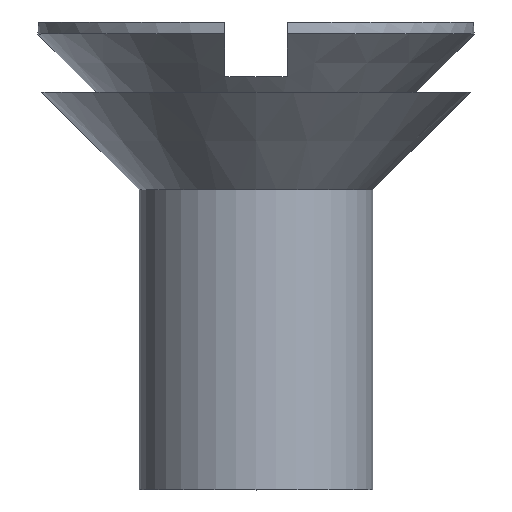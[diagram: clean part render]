
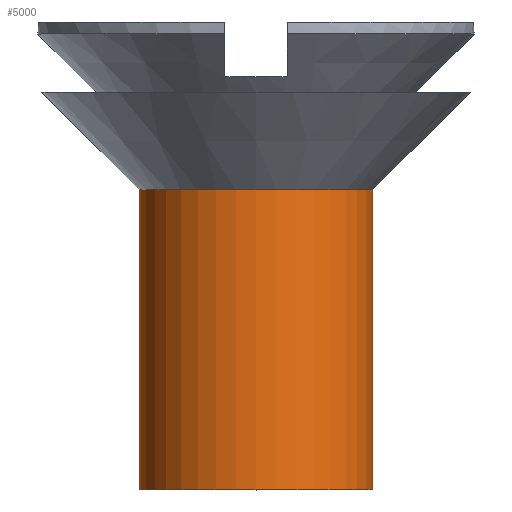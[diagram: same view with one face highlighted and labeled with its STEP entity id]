
A CAD part, top view. The second image highlights one B-rep face of the part: STEP entity #5000.
In plain terms, the highlighted cylindrical face has radius 1.5 mm (diameter 3 mm), a partial arc.
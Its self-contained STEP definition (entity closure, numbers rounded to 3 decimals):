
#100=CARTESIAN_POINT('',(1.5,3.85,0.));
#110=VERTEX_POINT('',#100);
#290=CARTESIAN_POINT('',(-1.5,3.85,
0.));
#300=VERTEX_POINT('',#290);
#330=CARTESIAN_POINT('',(0.,3.85,0.));
#340=DIRECTION('',(0.,-1.,0.));
#350=DIRECTION('',(-1.,0.,0.));
#360=AXIS2_PLACEMENT_3D('',#330,#340,#350);
#370=CIRCLE('',#360,1.5);
#880=CARTESIAN_POINT('',(-1.5,2.075,0.));
#890=DIRECTION('',(0.,1.,0.));
#900=VECTOR('',#890,1.);
#910=LINE('',#880,#900);
#920=CARTESIAN_POINT('',(-1.5,0.,0.));
#930=VERTEX_POINT('',#920);
#940=EDGE_CURVE('',#930,#300,#910,.T.);
#960=CARTESIAN_POINT('',(0.,0.,0.));
#970=DIRECTION('',(0.,1.,0.));
#980=DIRECTION('',(1.,0.,0.));
#990=AXIS2_PLACEMENT_3D('',#960,#970,#980);
#1000=CIRCLE('',#990,1.5);
#1010=CARTESIAN_POINT('',(1.5,0.,0.));
#1020=VERTEX_POINT('',#1010);
#1050=CARTESIAN_POINT('',(1.5,2.075,0.));
#1060=DIRECTION('',(0.,1.,0.));
#1070=VECTOR('',#1060,1.);
#1080=LINE('',#1050,#1070);
#1090=EDGE_CURVE('',#1020,#110,#1080,.T.);
#3720=EDGE_CURVE('',#930,#1020,#1000,.T.);
#4520=EDGE_CURVE('',#110,#300,#370,.T.);
#4890=CARTESIAN_POINT('',(0.,2.075,
0.));
#4900=DIRECTION('',(0.,1.,0.));
#4910=DIRECTION('',(1.,0.,0.));
#4920=AXIS2_PLACEMENT_3D('',#4890,#4900,#4910);
#4930=CYLINDRICAL_SURFACE('',#4920,1.5);
#4940=ORIENTED_EDGE('',*,*,#940,.F.);
#4950=ORIENTED_EDGE('',*,*,#4520,.T.);
#4960=ORIENTED_EDGE('',*,*,#1090,.T.);
#4970=ORIENTED_EDGE('',*,*,#3720,.T.);
#4980=EDGE_LOOP('',(#4970,#4960,#4950,#4940));
#4990=FACE_OUTER_BOUND('',#4980,.T.);
#5000=ADVANCED_FACE('',(#4990),#4930,.T.);
